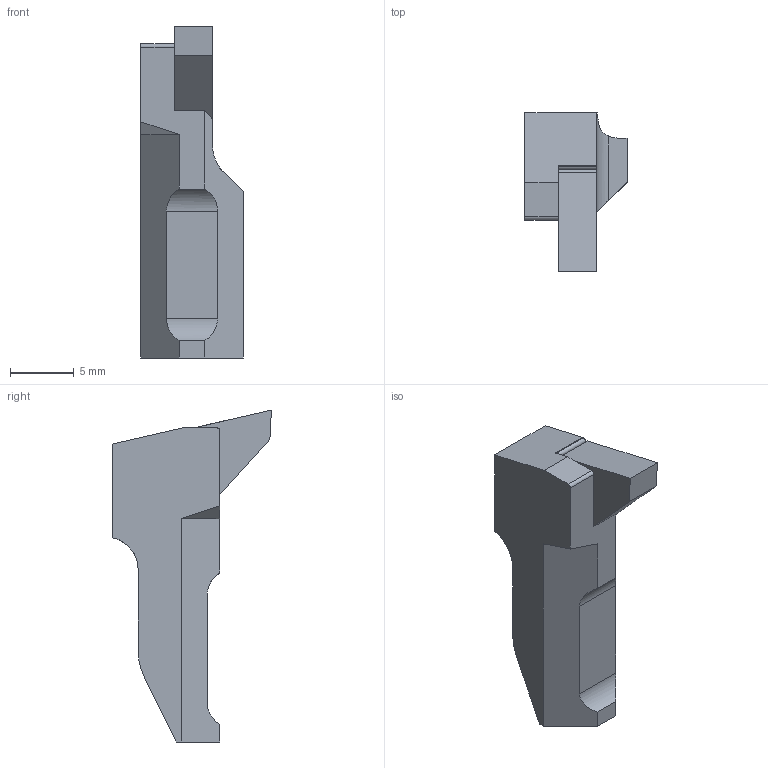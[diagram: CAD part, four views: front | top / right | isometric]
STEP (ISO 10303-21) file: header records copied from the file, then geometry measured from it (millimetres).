
FILE_DESCRIPTION (( 'STEP AP214' ), '1' );
FILE_NAME ('CUT-1451-1-2 ESCO D2-R-6353 CUT 1600 R.STEP', '2022-11-17T07:30:41', ( '' ), ( '' ), 'SwSTEP 2.0', 'SolidWorks 2022', '' );
FILE_SCHEMA (( 'AUTOMOTIVE_DESIGN' ));
Length unit declared in the file: millimetre
Products named in the file (1): CUT-1451-1-2 ESCO D2-R-6353 CUT 1600 R
Bounding box: 8 x 12.43 x 26 mm (x, y, z)
Volume: 787.6 mm3; surface area: 815.1 mm2
Topology: 1 solids, 1 shells, 47 faces, 128 edges, 83 vertices
Faces by surface type: plane 36, cylinder 11
Entity records: 2035 total; most frequent: CARTESIAN_POINT 307, ORIENTED_EDGE 256, DIRECTION 230, EDGE_CURVE 128, VECTOR 102, LINE 102, VERTEX_POINT 83, AXIS2_PLACEMENT_3D 64
